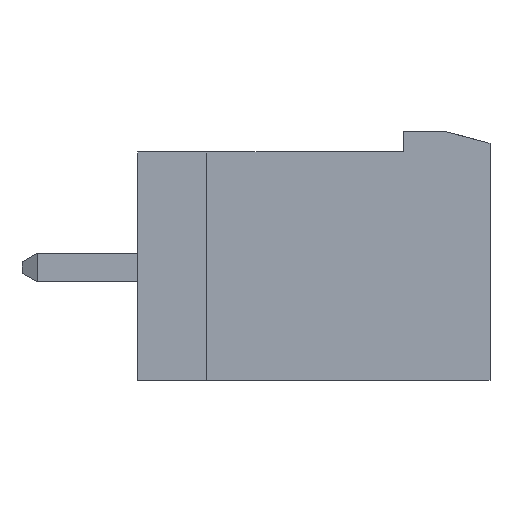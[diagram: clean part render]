
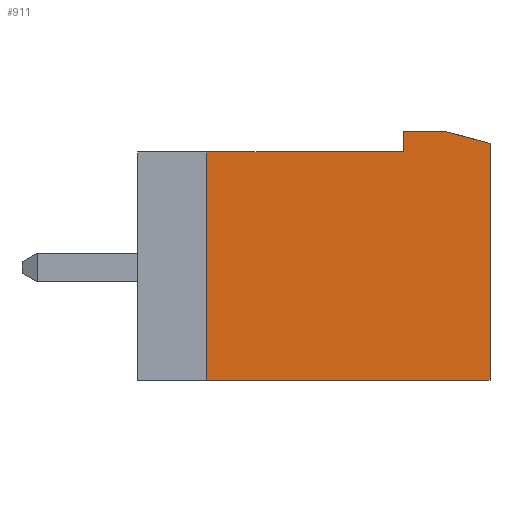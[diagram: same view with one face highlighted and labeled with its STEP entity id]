
A CAD part, front view. The second image highlights one B-rep face of the part: STEP entity #911.
In plain terms, the highlighted planar face has unit normal (0, -1, 0).
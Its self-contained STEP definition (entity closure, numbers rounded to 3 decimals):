
#911 = ADVANCED_FACE( '', ( #1902 ), #1903, .F. );
#1902 = FACE_OUTER_BOUND( '', #2958, .T. );
#1903 = PLANE( '', #2959 );
#2958 = EDGE_LOOP( '', ( #5556, #5557, #5558, #5559, #5560, #5561, #5562 ) );
#2959 = AXIS2_PLACEMENT_3D( '', #5563, #5564, #5565 );
#5556 = ORIENTED_EDGE( '', *, *, #6656, .T. );
#5557 = ORIENTED_EDGE( '', *, *, #7094, .T. );
#5558 = ORIENTED_EDGE( '', *, *, #7158, .T. );
#5559 = ORIENTED_EDGE( '', *, *, #7203, .T. );
#5560 = ORIENTED_EDGE( '', *, *, #6158, .T. );
#5561 = ORIENTED_EDGE( '', *, *, #6604, .T. );
#5562 = ORIENTED_EDGE( '', *, *, #6450, .T. );
#5563 = CARTESIAN_POINT( '', ( 0., -51.8, 150.7 ) );
#5564 = DIRECTION( '', ( 0., 1., 0. ) );
#5565 = DIRECTION( '', ( -1., 0., 0. ) );
#6158 = EDGE_CURVE( '', #7337, #7335, #7338, .T. );
#6450 = EDGE_CURVE( '', #7835, #7833, #7836, .T. );
#6604 = EDGE_CURVE( '', #7335, #7835, #8080, .T. );
#6656 = EDGE_CURVE( '', #7833, #8165, #8167, .T. );
#7094 = EDGE_CURVE( '', #8165, #8765, #8767, .T. );
#7158 = EDGE_CURVE( '', #8765, #8837, #8838, .T. );
#7203 = EDGE_CURVE( '', #8837, #7337, #8888, .T. );
#7335 = VERTEX_POINT( '', #9034 );
#7337 = VERTEX_POINT( '', #9037 );
#7338 = LINE( '', #9038, #9039 );
#7833 = VERTEX_POINT( '', #9765 );
#7835 = VERTEX_POINT( '', #9768 );
#7836 = LINE( '', #9769, #9770 );
#8080 = LINE( '', #10140, #10141 );
#8165 = VERTEX_POINT( '', #10269 );
#8167 = LINE( '', #10272, #10273 );
#8765 = VERTEX_POINT( '', #11174 );
#8767 = LINE( '', #11177, #11178 );
#8837 = VERTEX_POINT( '', #11282 );
#8838 = LINE( '', #11283, #11284 );
#8888 = LINE( '', #11354, #11355 );
#9034 = CARTESIAN_POINT( '', ( 3., -51.8, 150.3 ) );
#9037 = CARTESIAN_POINT( '', ( 3., -51.8, 142.1 ) );
#9038 = CARTESIAN_POINT( '', ( 3., -51.8, 150.3 ) );
#9039 = VECTOR( '', #11514, 1000. );
#9765 = CARTESIAN_POINT( '', ( 0., -51.8, 150.7 ) );
#9768 = CARTESIAN_POINT( '', ( 1.507, -51.8, 150.7 ) );
#9769 = CARTESIAN_POINT( '', ( 0., -51.8, 150.7 ) );
#9770 = VECTOR( '', #11771, 1000. );
#10140 = CARTESIAN_POINT( '', ( 1.507, -51.8, 150.7 ) );
#10141 = VECTOR( '', #11895, 1000. );
#10269 = CARTESIAN_POINT( '', ( 0., -51.8, 150. ) );
#10272 = CARTESIAN_POINT( '', ( 0., -51.8, 150.2 ) );
#10273 = VECTOR( '', #11940, 1000. );
#11174 = CARTESIAN_POINT( '', ( -6.8, -51.8, 150. ) );
#11177 = CARTESIAN_POINT( '', ( -6.8, -51.8, 150. ) );
#11178 = VECTOR( '', #12275, 1000. );
#11282 = CARTESIAN_POINT( '', ( -6.8, -51.8, 142.1 ) );
#11283 = CARTESIAN_POINT( '', ( -6.8, -51.8, 142.1 ) );
#11284 = VECTOR( '', #12313, 1000. );
#11354 = CARTESIAN_POINT( '', ( 3., -51.8, 142.1 ) );
#11355 = VECTOR( '', #12337, 1000. );
#11514 = DIRECTION( '', ( 0., 0., 1. ) );
#11771 = DIRECTION( '', ( -1., 0., 0. ) );
#11895 = DIRECTION( '', ( -0.966, 0., 0.259 ) );
#11940 = DIRECTION( '', ( 0., 0., -1. ) );
#12275 = DIRECTION( '', ( -1., 0., 0. ) );
#12313 = DIRECTION( '', ( 0., 0., -1. ) );
#12337 = DIRECTION( '', ( 1., 0., 0. ) );
